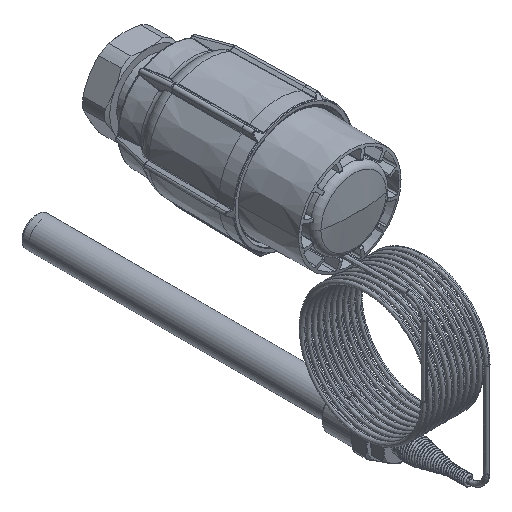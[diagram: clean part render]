
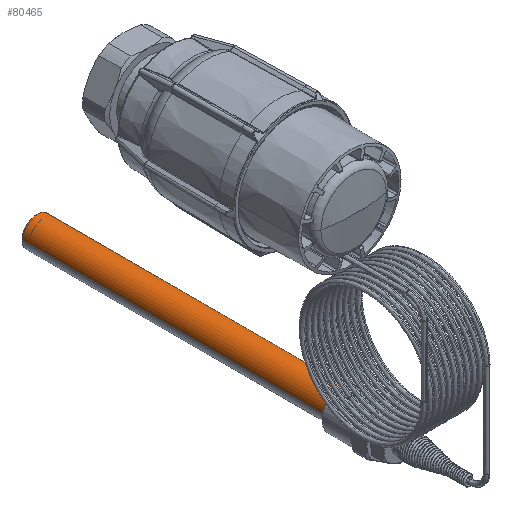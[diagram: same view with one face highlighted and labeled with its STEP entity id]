
A CAD part, isometric view. The second image highlights one B-rep face of the part: STEP entity #80465.
In plain terms, the highlighted cylindrical face has radius 9.5 mm (diameter 19 mm), a partial arc.
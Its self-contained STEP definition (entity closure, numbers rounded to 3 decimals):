
#80328=DIRECTION('',(0.,1.,0.));
#80329=VECTOR('',#80328,203.);
#80330=CARTESIAN_POINT('',(9.5,0.,0.));
#80331=LINE('',#80330,#80329);
#80332=DIRECTION('',(0.,1.,0.));
#80333=VECTOR('',#80332,203.);
#80334=CARTESIAN_POINT('',(-9.5,0.,0.));
#80335=LINE('',#80334,#80333);
#80336=CARTESIAN_POINT('',(0.,203.,0.));
#80337=DIRECTION('',(0.,-1.,0.));
#80338=DIRECTION('',(1.,0.,0.));
#80339=AXIS2_PLACEMENT_3D('',#80336,#80337,#80338);
#80397=CARTESIAN_POINT('',(0.,0.,0.));
#80398=DIRECTION('',(0.,1.,0.));
#80399=DIRECTION('',(-1.,0.,0.));
#80400=AXIS2_PLACEMENT_3D('',#80397,#80398,#80399);
#80412=CARTESIAN_POINT('',(-9.5,0.,0.));
#80413=CARTESIAN_POINT('',(-9.5,203.,0.));
#80414=VERTEX_POINT('',#80412);
#80415=VERTEX_POINT('',#80413);
#80416=CARTESIAN_POINT('',(9.5,0.,0.));
#80417=VERTEX_POINT('',#80416);
#80418=CARTESIAN_POINT('',(9.5,203.,0.));
#80419=VERTEX_POINT('',#80418);
#80452=CARTESIAN_POINT('',(0.,213.15,0.));
#80453=DIRECTION('',(0.,-1.,0.));
#80454=DIRECTION('',(-1.,0.,0.));
#80455=AXIS2_PLACEMENT_3D('',#80452,#80453,#80454);
#80456=CYLINDRICAL_SURFACE('',#80455,9.5);
#80457=ORIENTED_EDGE('',*,*,#80441,.T.);
#80459=ORIENTED_EDGE('',*,*,#80458,.F.);
#80460=ORIENTED_EDGE('',*,*,#80445,.F.);
#80462=ORIENTED_EDGE('',*,*,#80461,.F.);
#80463=EDGE_LOOP('',(#80457,#80459,#80460,#80462));
#80464=FACE_OUTER_BOUND('',#80463,.F.);
#80465=ADVANCED_FACE('',(#80464),#80456,.T.);
#80340=CIRCLE('',#80339,9.5);
#80401=CIRCLE('',#80400,9.5);
#80441=EDGE_CURVE('',#80414,#80415,#80335,.T.);
#80445=EDGE_CURVE('',#80417,#80419,#80331,.T.);
#80458=EDGE_CURVE('',#80419,#80415,#80340,.T.);
#80461=EDGE_CURVE('',#80414,#80417,#80401,.T.);
